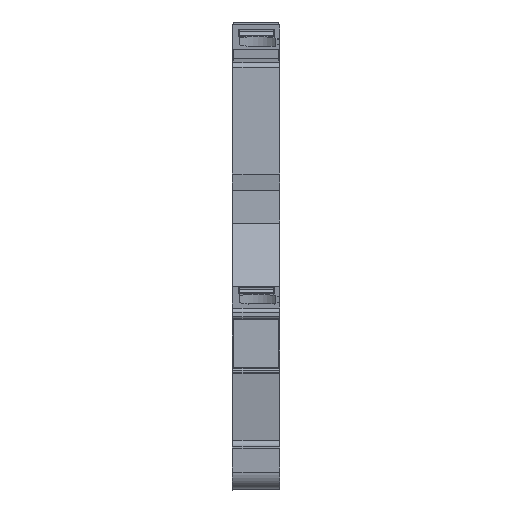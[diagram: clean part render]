
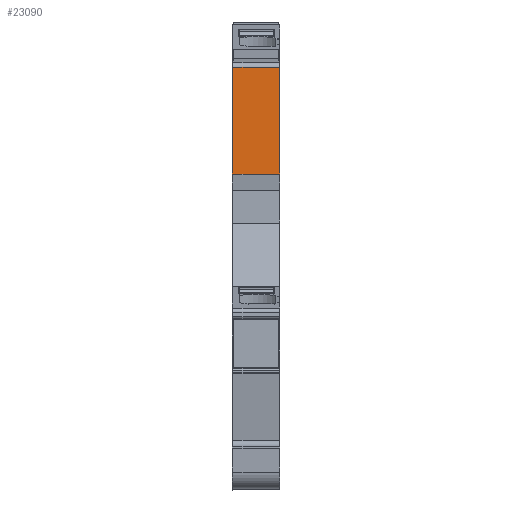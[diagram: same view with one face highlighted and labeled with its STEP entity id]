
A CAD part, front view. The second image highlights one B-rep face of the part: STEP entity #23090.
In plain terms, the highlighted planar face has unit normal (0, -1, 0).
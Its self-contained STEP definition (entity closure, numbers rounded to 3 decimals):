
#23068=AXIS2_PLACEMENT_3D('Plane Axis2P3D',#23065,#23066,#23067) ;
#1208=CARTESIAN_POINT('Vertex',(5.1,11.876,45.618)) ;
#1211=CARTESIAN_POINT('Line Origine',(5.1,11.876,39.862)) ;
#1215=CARTESIAN_POINT('Vertex',(5.1,11.876,34.105)) ;
#13095=CARTESIAN_POINT('Line Origine',(2.55,11.876,45.618)) ;
#13099=CARTESIAN_POINT('Vertex',(0.05,11.876,45.618)) ;
#13134=CARTESIAN_POINT('Line Origine',(2.55,11.876,34.105)) ;
#13138=CARTESIAN_POINT('Vertex',(0.05,11.876,34.105)) ;
#23042=CARTESIAN_POINT('Line Origine',(0.05,11.876,34.105)) ;
#23046=CARTESIAN_POINT('Vertex',(0.,11.876,34.105)) ;
#23065=CARTESIAN_POINT('Axis2P3D Location',(0.,11.876,34.105)) ;
#23070=CARTESIAN_POINT('Line Origine',(0.025,11.876,45.618)) ;
#23074=CARTESIAN_POINT('Vertex',(0.,11.876,45.618)) ;
#23077=CARTESIAN_POINT('Line Origine',(0.,11.876,39.862)) ;
#1212=DIRECTION('Vector Direction',(0.,0.,1.)) ;
#13096=DIRECTION('Vector Direction',(1.,0.,0.)) ;
#13135=DIRECTION('Vector Direction',(1.,0.,0.)) ;
#23043=DIRECTION('Vector Direction',(-1.,0.,0.)) ;
#23066=DIRECTION('Axis2P3D Direction',(0.,1.,0.)) ;
#23067=DIRECTION('Axis2P3D XDirection',(0.,0.,1.)) ;
#23071=DIRECTION('Vector Direction',(-1.,0.,0.)) ;
#23078=DIRECTION('Vector Direction',(0.,0.,-1.)) ;
#1213=VECTOR('Line Direction',#1212,1.) ;
#13097=VECTOR('Line Direction',#13096,1.) ;
#13136=VECTOR('Line Direction',#13135,1.) ;
#23044=VECTOR('Line Direction',#23043,1.) ;
#23072=VECTOR('Line Direction',#23071,1.) ;
#23079=VECTOR('Line Direction',#23078,1.) ;
#23083=ORIENTED_EDGE('',*,*,#23048,.F.) ;
#23084=ORIENTED_EDGE('',*,*,#13140,.T.) ;
#23085=ORIENTED_EDGE('',*,*,#1217,.T.) ;
#23086=ORIENTED_EDGE('',*,*,#13101,.F.) ;
#23087=ORIENTED_EDGE('',*,*,#23076,.T.) ;
#23088=ORIENTED_EDGE('',*,*,#23081,.F.) ;
#23090=ADVANCED_FACE('MLD_AITB_2-5_BB_X-L-PE',(#23089),#23069,.F.) ;
#1217=EDGE_CURVE('',#1216,#1209,#1214,.T.) ;
#13101=EDGE_CURVE('',#13100,#1209,#13098,.T.) ;
#13140=EDGE_CURVE('',#13139,#1216,#13137,.T.) ;
#23048=EDGE_CURVE('',#13139,#23047,#23045,.T.) ;
#23076=EDGE_CURVE('',#13100,#23075,#23073,.T.) ;
#23081=EDGE_CURVE('',#23047,#23075,#23080,.F.) ;
#23082=EDGE_LOOP('',(#23083,#23084,#23085,#23086,#23087,#23088)) ;
#23089=FACE_OUTER_BOUND('',#23082,.T.) ;
#1214=LINE('Line',#1211,#1213) ;
#13098=LINE('Line',#13095,#13097) ;
#13137=LINE('Line',#13134,#13136) ;
#23045=LINE('Line',#23042,#23044) ;
#23073=LINE('Line',#23070,#23072) ;
#23080=LINE('Line',#23077,#23079) ;
#23069=PLANE('',#23068) ;
#1209=VERTEX_POINT('',#1208) ;
#1216=VERTEX_POINT('',#1215) ;
#13100=VERTEX_POINT('',#13099) ;
#13139=VERTEX_POINT('',#13138) ;
#23047=VERTEX_POINT('',#23046) ;
#23075=VERTEX_POINT('',#23074) ;
